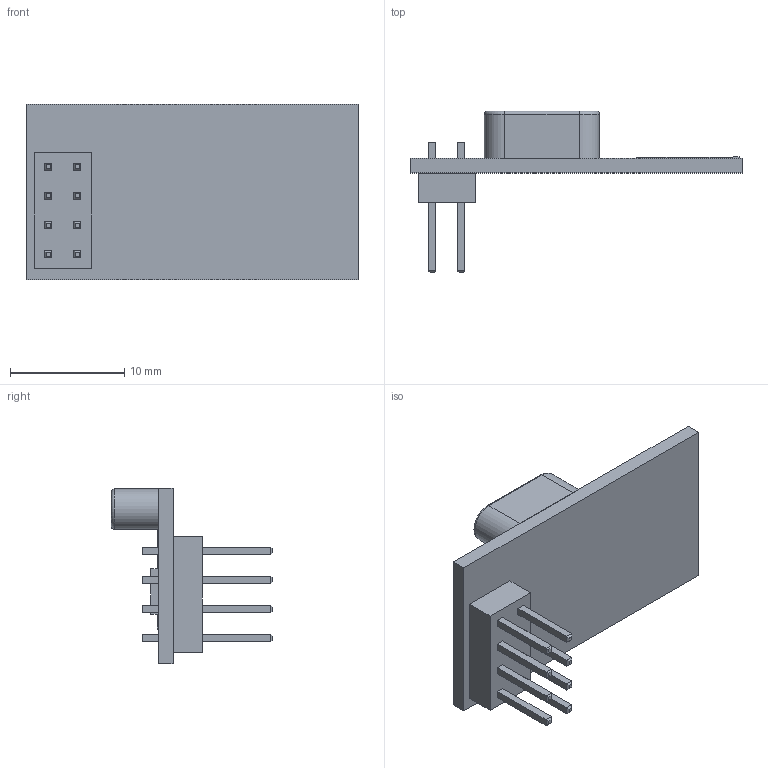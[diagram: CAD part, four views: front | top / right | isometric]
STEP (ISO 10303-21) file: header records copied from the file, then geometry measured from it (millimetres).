
FILE_DESCRIPTION (( 'STEP AP214' ), '1' );
FILE_NAME ('Chinese nRFL24L01+ module.STEP', '2019-06-15T10:15:43', ( '' ), ( '' ), 'SwSTEP 2.0', 'SolidWorks 2017', '' );
FILE_SCHEMA (( 'AUTOMOTIVE_DESIGN' ));
Length unit declared in the file: millimetre
Products named in the file (1): Chinese nRFL24L01+ module
Bounding box: 29 x 14.1 x 15.3 mm (x, y, z)
Volume: 875.9 mm3; surface area: 1351.4 mm2
Topology: 1 solids, 1 shells, 172 faces, 414 edges, 264 vertices
Faces by surface type: plane 166, cylinder 4, torus 2
Entity records: 6786 total; most frequent: CARTESIAN_POINT 851, ORIENTED_EDGE 828, DIRECTION 770, EDGE_CURVE 414, VECTOR 404, LINE 404, VERTEX_POINT 264, EDGE_LOOP 192
